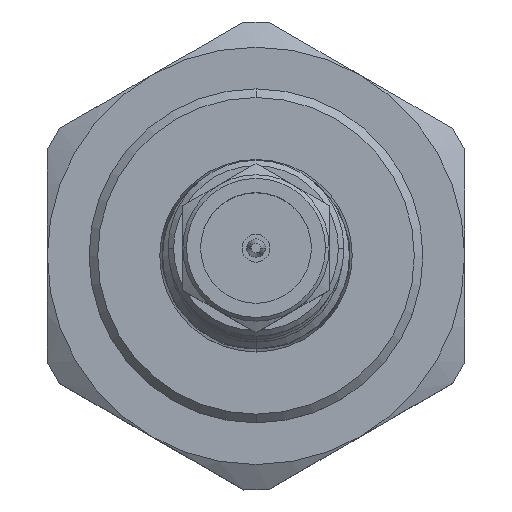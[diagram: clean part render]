
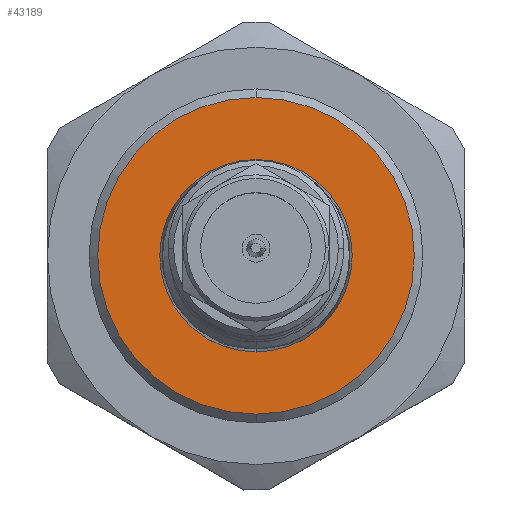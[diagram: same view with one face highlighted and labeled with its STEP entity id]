
A CAD part, top view. The second image highlights one B-rep face of the part: STEP entity #43189.
In plain terms, the highlighted face is planar.
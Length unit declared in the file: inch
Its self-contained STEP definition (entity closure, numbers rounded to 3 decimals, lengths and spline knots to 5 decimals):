
#4179 = DIRECTION ( 'NONE',  ( 0., 1., 0. ) ) ;
#7446 = CARTESIAN_POINT ( 'NONE',  ( -0.26408, 0.15473, 0. ) ) ;
#10422 = VERTEX_POINT ( 'NONE', #7446 ) ;
#11007 = DIRECTION ( 'NONE',  ( 1., 0., 0. ) ) ;
#11503 = FACE_OUTER_BOUND ( 'NONE', #20358, .T. ) ;
#17331 = VERTEX_POINT ( 'NONE', #85505 ) ;
#17727 = CIRCLE ( 'NONE', #30214, 0.15473 ) ;
#18352 = CARTESIAN_POINT ( 'NONE',  ( -0.26408, 0., 0. ) ) ;
#19455 = CARTESIAN_POINT ( 'NONE',  ( -0.26408, 0., 0. ) ) ;
#20358 = EDGE_LOOP ( 'NONE', ( #45138, #49881 ) ) ;
#23502 = EDGE_CURVE ( 'NONE', #69608, #17331, #64602, .T. ) ;
#24087 = FACE_BOUND ( 'NONE', #66557, .T. ) ;
#25583 = ORIENTED_EDGE ( 'NONE', *, *, #56009, .F. ) ;
#25777 = CARTESIAN_POINT ( 'NONE',  ( -0.26408, 0.33764, 0. ) ) ;
#25957 = CARTESIAN_POINT ( 'NONE',  ( -0.26408, -0.33764, 0. ) ) ;
#26205 = CARTESIAN_POINT ( 'NONE',  ( -0.26408, 0., 0. ) ) ;
#30214 = AXIS2_PLACEMENT_3D ( 'NONE', #18352, #11007, #64289 ) ;
#33131 = AXIS2_PLACEMENT_3D ( 'NONE', #74404, #67496, #34586 ) ;
#34586 = DIRECTION ( 'NONE',  ( 0., 1., 0. ) ) ;
#37725 = DIRECTION ( 'NONE',  ( 0., 1., 0. ) ) ;
#37972 = PLANE ( 'NONE',  #40916 ) ;
#38218 = EDGE_CURVE ( 'NONE', #72593, #10422, #76993, .T. ) ;
#39676 = DIRECTION ( 'NONE',  ( 1., 0., 0. ) ) ;
#40916 = AXIS2_PLACEMENT_3D ( 'NONE', #25777, #44508, #4179 ) ;
#43189 = ADVANCED_FACE ( 'NONE', ( #11503, #24087 ), #37972, .T. ) ;
#44508 = DIRECTION ( 'NONE',  ( 1., 0., 0. ) ) ;
#45138 = ORIENTED_EDGE ( 'NONE', *, *, #23502, .T. ) ;
#49733 = ORIENTED_EDGE ( 'NONE', *, *, #38218, .F. ) ;
#49881 = ORIENTED_EDGE ( 'NONE', *, *, #64418, .T. ) ;
#51986 = DIRECTION ( 'NONE',  ( 1., 0., 0. ) ) ;
#52376 = CARTESIAN_POINT ( 'NONE',  ( -0.26408, -0.15473, 0. ) ) ;
#52655 = DIRECTION ( 'NONE',  ( 0., 1., 0. ) ) ;
#56009 = EDGE_CURVE ( 'NONE', #10422, #72593, #17727, .T. ) ;
#64289 = DIRECTION ( 'NONE',  ( 0., 1., 0. ) ) ;
#64418 = EDGE_CURVE ( 'NONE', #17331, #69608, #81505, .T. ) ;
#64602 = CIRCLE ( 'NONE', #85352, 0.33764 ) ;
#66557 = EDGE_LOOP ( 'NONE', ( #25583, #49733 ) ) ;
#67496 = DIRECTION ( 'NONE',  ( 1., 0., 0. ) ) ;
#69608 = VERTEX_POINT ( 'NONE', #25957 ) ;
#72593 = VERTEX_POINT ( 'NONE', #52376 ) ;
#74404 = CARTESIAN_POINT ( 'NONE',  ( -0.26408, 0., 0. ) ) ;
#76993 = CIRCLE ( 'NONE', #79708, 0.15473 ) ;
#79708 = AXIS2_PLACEMENT_3D ( 'NONE', #26205, #39676, #52655 ) ;
#81505 = CIRCLE ( 'NONE', #33131, 0.33764 ) ;
#85352 = AXIS2_PLACEMENT_3D ( 'NONE', #19455, #51986, #37725 ) ;
#85505 = CARTESIAN_POINT ( 'NONE',  ( -0.26408, 0.33764, 0. ) ) ;
